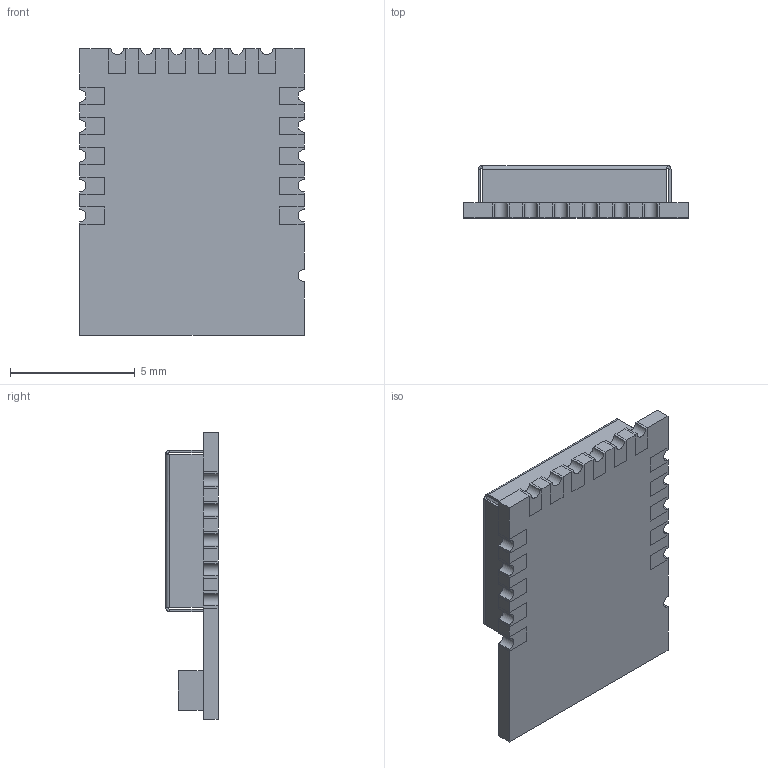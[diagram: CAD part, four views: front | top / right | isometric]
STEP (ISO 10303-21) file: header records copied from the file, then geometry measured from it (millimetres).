
FILE_DESCRIPTION (( 'STEP AP214' ), '1' );
FILE_NAME ('RN4871-V-RM118.STEP', '2018-11-04T15:40:41', ( '' ), ( '' ), 'SwSTEP 2.0', 'SolidWorks 2017', '' );
FILE_SCHEMA (( 'AUTOMOTIVE_DESIGN' ));
Length unit declared in the file: millimetre
Products named in the file (1): RN4871-V-RM118
Bounding box: 9 x 2.1 x 11.5 mm (x, y, z)
Volume: 73.9 mm3; surface area: 477.3 mm2
Topology: 22 solids, 22 shells, 327 faces, 750 edges, 468 vertices
Faces by surface type: plane 258, cylinder 61, bspline 8
Entity records: 11133 total; most frequent: CARTESIAN_POINT 1970, ORIENTED_EDGE 1500, DIRECTION 1480, EDGE_CURVE 750, LINE 628, VECTOR 628, VERTEX_POINT 468, AXIS2_PLACEMENT_3D 426
